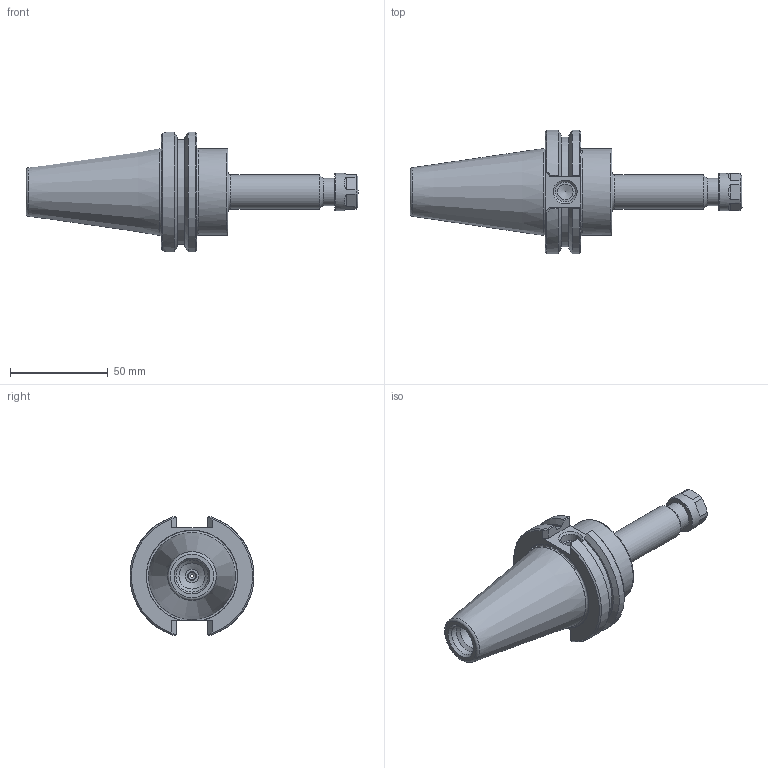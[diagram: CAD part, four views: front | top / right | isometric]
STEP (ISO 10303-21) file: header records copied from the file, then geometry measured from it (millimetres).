
FILE_DESCRIPTION(/* description */ ('ER11 CHK FLUSH X 4.00"'),/* implementation_level */ '2;1');
FILE_NAME(/* name */ 'C40F-11ERF400.stp',/* time_stamp */ '2016-08-17T13:16:42-04:00',/* author */ ('basnan'),/* organization */ (''),/* preprocessor_version */ 'ST-DEVELOPER v16.1',/* originating_system */ 'Autodesk Inventor 2016',/* authorisation */ '');
FILE_SCHEMA (('AUTOMOTIVE_DESIGN { 1 0 10303 214 3 1 1 }'));
Length unit declared in the file: inch
Products named in the file (4): C40F-11ERF400; 029-909; 11ERHN; C40F-11ERF400_1
Assembly tree (3 placements, depth 2):
  C40F-11ERF400_1
    C40F-11ERF400
    029-909
    11ERHN
Bounding box: 169.86 x 63.28 x 61.11 mm (x, y, z)
Volume: 139776 mm3; surface area: 29488.1 mm2
Topology: 3 solids, 3 shells, 133 faces, 341 edges, 218 vertices
Faces by surface type: plane 62, cone 35, cylinder 22, torus 10, bspline 4
Full cylindrical faces by diameter (mm): 1.524 x1, 6.782 x1, 7.938 x1, 8 x1, 8.128 x1, 8.509 x1, 10.135 x1, 11.811 x1, 13.335 x1, 13.386 x1, 14 x1, 14.351 x1, 16.459 x1, 17.475 x1, 19.05 x1, 44.45 x1
Entity records: 4582 total; most frequent: CARTESIAN_POINT 1523, DIRECTION 586, ORIENTED_EDGE 568, EDGE_CURVE 284, AXIS2_PLACEMENT_3D 236, VERTEX_POINT 207, EDGE_LOOP 189, FACE_OUTER_BOUND 133
